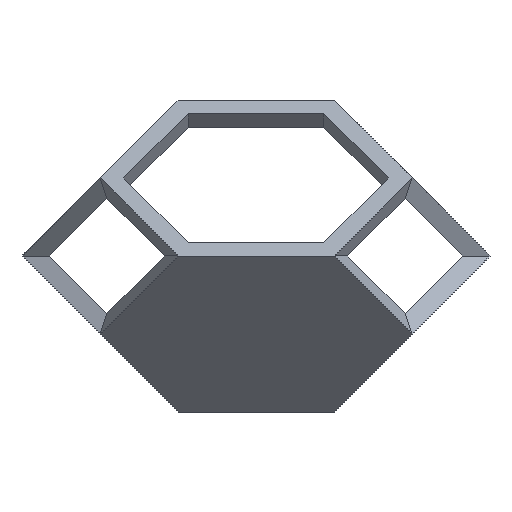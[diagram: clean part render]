
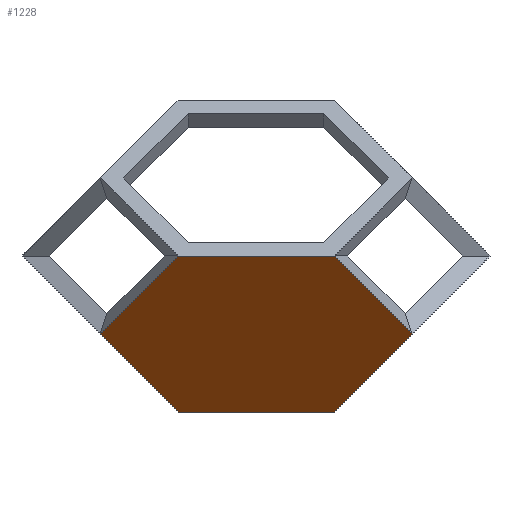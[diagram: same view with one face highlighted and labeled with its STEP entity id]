
A CAD part, left-side view. The second image highlights one B-rep face of the part: STEP entity #1228.
In plain terms, the highlighted planar face has unit normal (-0.707, 0, -0.707).
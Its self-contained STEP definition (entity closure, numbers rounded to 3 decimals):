
#78=FACE_OUTER_BOUND('',#144,.T.);
#144=EDGE_LOOP('',(#1091,#1092,#1093,#1094,#1095,#1096));
#195=LINE('',#1698,#367);
#196=LINE('',#1701,#368);
#206=LINE('',#1718,#378);
#303=LINE('',#1897,#475);
#313=LINE('',#1922,#485);
#316=LINE('',#1929,#488);
#367=VECTOR('',#1371,8.664);
#368=VECTOR('',#1374,8.664);
#378=VECTOR('',#1388,8.664);
#475=VECTOR('',#1543,8.664);
#485=VECTOR('',#1579,8.664);
#488=VECTOR('',#1588,8.664);
#493=VERTEX_POINT('',#1604);
#530=VERTEX_POINT('',#1692);
#532=VERTEX_POINT('',#1696);
#533=VERTEX_POINT('',#1700);
#591=VERTEX_POINT('',#1895);
#593=VERTEX_POINT('',#1921);
#643=EDGE_CURVE('',#532,#530,#195,.T.);
#644=EDGE_CURVE('',#493,#533,#196,.T.);
#654=EDGE_CURVE('',#532,#533,#206,.T.);
#751=EDGE_CURVE('',#591,#493,#303,.T.);
#761=EDGE_CURVE('',#530,#593,#313,.T.);
#764=EDGE_CURVE('',#593,#591,#316,.T.);
#1091=ORIENTED_EDGE('',*,*,#751,.F.);
#1092=ORIENTED_EDGE('',*,*,#764,.F.);
#1093=ORIENTED_EDGE('',*,*,#761,.F.);
#1094=ORIENTED_EDGE('',*,*,#643,.F.);
#1095=ORIENTED_EDGE('',*,*,#654,.T.);
#1096=ORIENTED_EDGE('',*,*,#644,.F.);
#1168=PLANE('',#1302);
#1228=ADVANCED_FACE('',(#78),#1168,.F.);
#1302=AXIS2_PLACEMENT_3D('',#1932,#1592,#1593);
#1371=DIRECTION('',(0.577,-0.577,-0.577));
#1374=DIRECTION('',(-0.577,-0.577,0.577));
#1388=DIRECTION('',(0.,1.,0.));
#1543=DIRECTION('',(-0.577,0.577,0.577));
#1579=DIRECTION('',(0.577,0.577,-0.577));
#1588=DIRECTION('',(0.,1.,0.));
#1592=DIRECTION('center_axis',(0.707,0.,0.707));
#1593=DIRECTION('ref_axis',(-0.707,0.,0.707));
#1604=CARTESIAN_POINT('',(-63.812,9.79,40.632));
#1692=CARTESIAN_POINT('',(-63.812,-59.522,40.632));
#1696=CARTESIAN_POINT('',(-81.14,-42.194,57.96));
#1698=CARTESIAN_POINT('',(-81.14,-42.194,57.96));
#1700=CARTESIAN_POINT('',(-81.14,-7.538,57.96));
#1701=CARTESIAN_POINT('',(-63.812,9.79,40.632));
#1718=CARTESIAN_POINT('',(-81.14,-42.194,57.96));
#1895=CARTESIAN_POINT('',(-46.484,-7.538,23.304));
#1897=CARTESIAN_POINT('',(-58.036,4.014,34.856));
#1921=CARTESIAN_POINT('',(-46.484,-42.194,23.304));
#1922=CARTESIAN_POINT('',(-40.708,-36.418,17.528));
#1929=CARTESIAN_POINT('',(-46.484,-7.538,23.304));
#1932=CARTESIAN_POINT('Origin',(-46.484,9.79,23.304));
